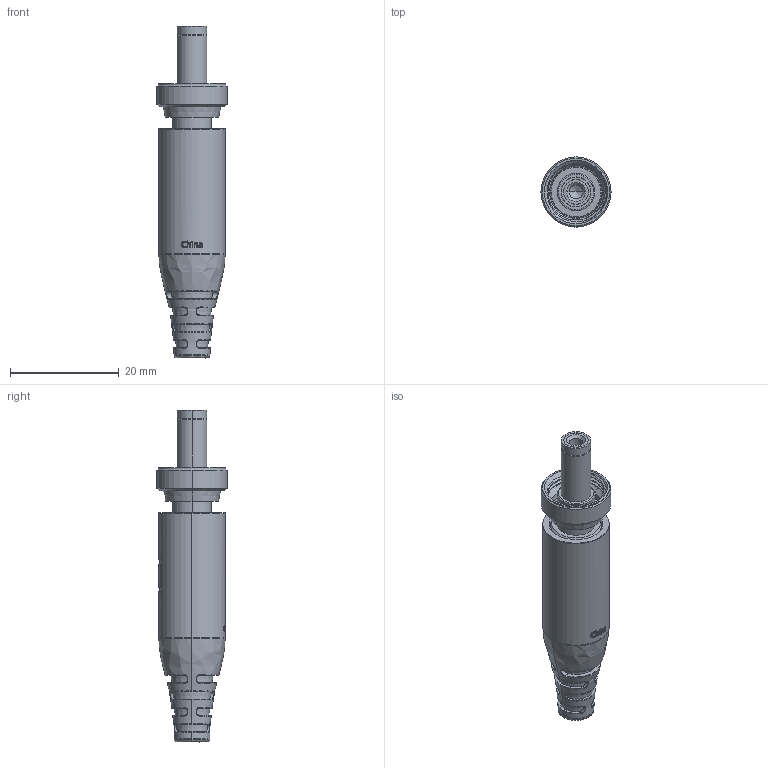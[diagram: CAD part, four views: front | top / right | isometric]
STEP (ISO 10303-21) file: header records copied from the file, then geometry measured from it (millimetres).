
FILE_DESCRIPTION (( 'STEP AP203' ), '1' );
FILE_NAME ('55-00204.STEP', '2025-03-31T18:58:41', ( '' ), ( '' ), 'SwSTEP 2.0', 'SolidWorks 2021', '' );
FILE_SCHEMA (( 'CONFIG_CONTROL_DESIGN' ));
Length unit declared in the file: millimetre
Products named in the file (12): 50-01077_Floating locking ring_Step; 4.2-(3.9-4.5).STEP; 56-00034; 50-01077_Cable clamp sleeve terminal___; 50-01077_Outer tube___; 50-01077_Center pin terminal___; 55-00204; jiaoke.STEP; 50-01077_Center pin___; 50-01077___; 50-01077_Glass fiber___; 50-01077_Tip insulator___
Assembly tree (12 placements, depth 3):
  55-00204
    56-00034  x2
      4.2-(3.9-4.5).STEP
      jiaoke.STEP
    50-01077___
      50-01077_Tip insulator___
      50-01077_Outer tube___
      50-01077_Cable clamp sleeve terminal___
      50-01077_Glass fiber___
      50-01077_Floating locking ring_Step
      50-01077_Center pin terminal___
      50-01077_Center pin___
Bounding box: 12.9 x 12.9 x 61.05 mm (x, y, z)
Volume: 5920.7 mm3; surface area: 11270 mm2
Topology: 11 solids, 11 shells, 580 faces, 1446 edges, 933 vertices
Faces by surface type: cylinder 196, plane 193, bspline 96, cone 87, torus 8
Entity records: 18321 total; most frequent: CARTESIAN_POINT 8075, ORIENTED_EDGE 1948, DIRECTION 1755, EDGE_CURVE 974, AXIS2_PLACEMENT_3D 673, VERTEX_POINT 626, EDGE_LOOP 454, VECTOR 409
